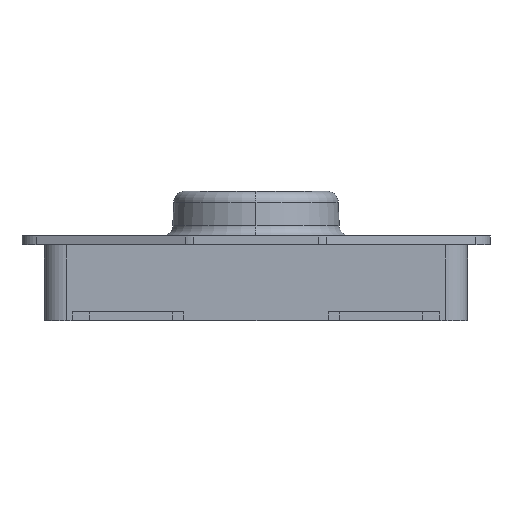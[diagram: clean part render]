
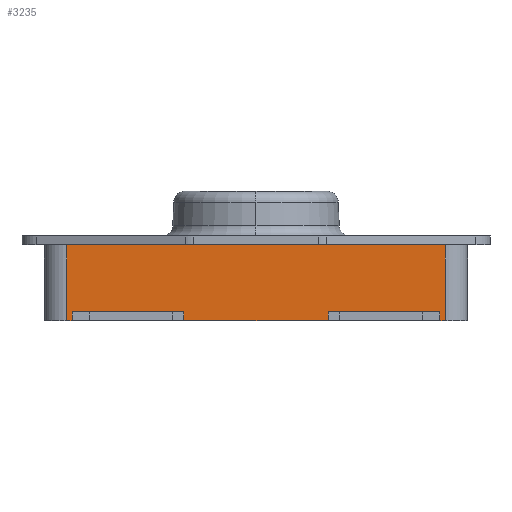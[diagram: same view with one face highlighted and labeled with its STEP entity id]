
A CAD part, left-side view. The second image highlights one B-rep face of the part: STEP entity #3235.
In plain terms, the highlighted planar face has unit normal (-1, 0, 0).
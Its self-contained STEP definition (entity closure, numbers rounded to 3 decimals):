
#110 = EDGE_CURVE ( 'NONE', #15994, #2058, #10444, .T. ) ;
#431 = EDGE_CURVE ( 'NONE', #10300, #4150, #4942, .T. ) ;
#455 = VECTOR ( 'NONE', #12209, 1000. ) ;
#488 = ORIENTED_EDGE ( 'NONE', *, *, #8425, .T. ) ;
#510 = CARTESIAN_POINT ( 'NONE',  ( -1.4, -0.825, 0. ) ) ;
#738 = LINE ( 'NONE', #7458, #13884 ) ;
#1203 = EDGE_CURVE ( 'NONE', #15028, #12344, #13810, .T. ) ;
#1446 = EDGE_CURVE ( 'NONE', #8369, #8689, #6656, .T. ) ;
#1701 = CARTESIAN_POINT ( 'NONE',  ( -1.4, 0.95, 0. ) ) ;
#1718 = LINE ( 'NONE', #11988, #15248 ) ;
#1883 = DIRECTION ( 'NONE',  ( 0., 0., -1. ) ) ;
#2058 = VERTEX_POINT ( 'NONE', #15152 ) ;
#2083 = ORIENTED_EDGE ( 'NONE', *, *, #5668, .T. ) ;
#2087 = DIRECTION ( 'NONE',  ( 0., 0., -1. ) ) ;
#2226 = ORIENTED_EDGE ( 'NONE', *, *, #1203, .T. ) ;
#2420 = ORIENTED_EDGE ( 'NONE', *, *, #5967, .T. ) ;
#2586 = CARTESIAN_POINT ( 'NONE',  ( -1.4, -0.85, 0. ) ) ;
#2594 = CARTESIAN_POINT ( 'NONE',  ( -1.4, -0.325, 0.04 ) ) ;
#2998 = CARTESIAN_POINT ( 'NONE',  ( -1.4, 0.85, 0. ) ) ;
#3181 = VERTEX_POINT ( 'NONE', #13348 ) ;
#3188 = DIRECTION ( 'NONE',  ( 1., 0., 0. ) ) ;
#3235 = ADVANCED_FACE ( 'NONE', ( #14855 ), #13703, .F. ) ;
#3419 = CARTESIAN_POINT ( 'NONE',  ( -1.4, 0.825, 0. ) ) ;
#3688 = VERTEX_POINT ( 'NONE', #6084 ) ;
#3779 = CARTESIAN_POINT ( 'NONE',  ( -1.4, 0.85, 0.34 ) ) ;
#3964 = LINE ( 'NONE', #9617, #455 ) ;
#4150 = VERTEX_POINT ( 'NONE', #2594 ) ;
#4235 = ORIENTED_EDGE ( 'NONE', *, *, #431, .F. ) ;
#4455 = ORIENTED_EDGE ( 'NONE', *, *, #16172, .T. ) ;
#4579 = CARTESIAN_POINT ( 'NONE',  ( -1.4, 0.95, 0. ) ) ;
#4804 = AXIS2_PLACEMENT_3D ( 'NONE', #11200, #3188, #1883 ) ;
#4942 = LINE ( 'NONE', #5023, #6683 ) ;
#5023 = CARTESIAN_POINT ( 'NONE',  ( -1.4, 0.95, 0.04 ) ) ;
#5668 = EDGE_CURVE ( 'NONE', #10300, #8369, #1718, .T. ) ;
#5856 = DIRECTION ( 'NONE',  ( 0., 0., 1. ) ) ;
#5967 = EDGE_CURVE ( 'NONE', #8689, #3181, #12051, .T. ) ;
#6052 = ORIENTED_EDGE ( 'NONE', *, *, #6716, .F. ) ;
#6084 = CARTESIAN_POINT ( 'NONE',  ( -1.4, -0.325, 0. ) ) ;
#6336 = LINE ( 'NONE', #15655, #13935 ) ;
#6346 = ORIENTED_EDGE ( 'NONE', *, *, #110, .T. ) ;
#6531 = CARTESIAN_POINT ( 'NONE',  ( -1.4, 0.95, 0.04 ) ) ;
#6656 = LINE ( 'NONE', #1701, #10605 ) ;
#6683 = VECTOR ( 'NONE', #10348, 1000. ) ;
#6716 = EDGE_CURVE ( 'NONE', #8915, #3181, #3964, .T. ) ;
#7010 = DIRECTION ( 'NONE',  ( 0., -1., 0. ) ) ;
#7458 = CARTESIAN_POINT ( 'NONE',  ( -1.4, 0.85, 0.34 ) ) ;
#7960 = CARTESIAN_POINT ( 'NONE',  ( -1.4, -0.85, 0.34 ) ) ;
#8369 = VERTEX_POINT ( 'NONE', #510 ) ;
#8425 = EDGE_CURVE ( 'NONE', #2058, #14607, #6336, .T. ) ;
#8669 = DIRECTION ( 'NONE',  ( 0., 0., -1. ) ) ;
#8689 = VERTEX_POINT ( 'NONE', #2586 ) ;
#8781 = CARTESIAN_POINT ( 'NONE',  ( -1.4, 0.825, 0.34 ) ) ;
#8915 = VERTEX_POINT ( 'NONE', #3779 ) ;
#9163 = CARTESIAN_POINT ( 'NONE',  ( -1.4, 0.95, 0. ) ) ;
#9259 = LINE ( 'NONE', #9163, #11564 ) ;
#9617 = CARTESIAN_POINT ( 'NONE',  ( -1.4, 0.95, 0.34 ) ) ;
#9620 = EDGE_CURVE ( 'NONE', #3688, #4150, #14938, .T. ) ;
#9802 = CARTESIAN_POINT ( 'NONE',  ( -1.4, -0.325, 0.34 ) ) ;
#9914 = DIRECTION ( 'NONE',  ( 0., 0., 1. ) ) ;
#9928 = VECTOR ( 'NONE', #13514, 1000. ) ;
#10300 = VERTEX_POINT ( 'NONE', #16710 ) ;
#10348 = DIRECTION ( 'NONE',  ( 0., 1., 0. ) ) ;
#10444 = LINE ( 'NONE', #6531, #11686 ) ;
#10605 = VECTOR ( 'NONE', #7010, 1000. ) ;
#10749 = EDGE_LOOP ( 'NONE', ( #6346, #488, #10785, #11432, #4235, #2083, #14928, #2420, #6052, #4455, #2226, #14797 ) ) ;
#10760 = EDGE_CURVE ( 'NONE', #12344, #15994, #14191, .T. ) ;
#10785 = ORIENTED_EDGE ( 'NONE', *, *, #13993, .T. ) ;
#10853 = DIRECTION ( 'NONE',  ( 0., 0., -1. ) ) ;
#11200 = CARTESIAN_POINT ( 'NONE',  ( -1.4, 0.95, 0.34 ) ) ;
#11432 = ORIENTED_EDGE ( 'NONE', *, *, #9620, .T. ) ;
#11564 = VECTOR ( 'NONE', #12898, 1000. ) ;
#11686 = VECTOR ( 'NONE', #13214, 1000. ) ;
#11988 = CARTESIAN_POINT ( 'NONE',  ( -1.4, -0.825, 0.34 ) ) ;
#12051 = LINE ( 'NONE', #7960, #9928 ) ;
#12209 = DIRECTION ( 'NONE',  ( 0., -1., 0. ) ) ;
#12344 = VERTEX_POINT ( 'NONE', #3419 ) ;
#12898 = DIRECTION ( 'NONE',  ( 0., -1., 0. ) ) ;
#13017 = VECTOR ( 'NONE', #5856, 1000. ) ;
#13214 = DIRECTION ( 'NONE',  ( 0., -1., 0. ) ) ;
#13348 = CARTESIAN_POINT ( 'NONE',  ( -1.4, -0.85, 0.34 ) ) ;
#13514 = DIRECTION ( 'NONE',  ( 0., 0., 1. ) ) ;
#13614 = VECTOR ( 'NONE', #9914, 1000. ) ;
#13703 = PLANE ( 'NONE',  #4804 ) ;
#13810 = LINE ( 'NONE', #4579, #15049 ) ;
#13884 = VECTOR ( 'NONE', #8669, 1000. ) ;
#13935 = VECTOR ( 'NONE', #2087, 1000. ) ;
#13993 = EDGE_CURVE ( 'NONE', #14607, #3688, #9259, .T. ) ;
#14191 = LINE ( 'NONE', #8781, #13614 ) ;
#14268 = CARTESIAN_POINT ( 'NONE',  ( -1.4, 0.825, 0.04 ) ) ;
#14607 = VERTEX_POINT ( 'NONE', #15240 ) ;
#14797 = ORIENTED_EDGE ( 'NONE', *, *, #10760, .T. ) ;
#14855 = FACE_OUTER_BOUND ( 'NONE', #10749, .T. ) ;
#14928 = ORIENTED_EDGE ( 'NONE', *, *, #1446, .T. ) ;
#14938 = LINE ( 'NONE', #9802, #13017 ) ;
#15028 = VERTEX_POINT ( 'NONE', #2998 ) ;
#15049 = VECTOR ( 'NONE', #16421, 1000. ) ;
#15152 = CARTESIAN_POINT ( 'NONE',  ( -1.4, 0.325, 0.04 ) ) ;
#15240 = CARTESIAN_POINT ( 'NONE',  ( -1.4, 0.325, 0. ) ) ;
#15248 = VECTOR ( 'NONE', #10853, 1000. ) ;
#15655 = CARTESIAN_POINT ( 'NONE',  ( -1.4, 0.325, 0.34 ) ) ;
#15994 = VERTEX_POINT ( 'NONE', #14268 ) ;
#16172 = EDGE_CURVE ( 'NONE', #8915, #15028, #738, .T. ) ;
#16421 = DIRECTION ( 'NONE',  ( 0., -1., 0. ) ) ;
#16710 = CARTESIAN_POINT ( 'NONE',  ( -1.4, -0.825, 0.04 ) ) ;
